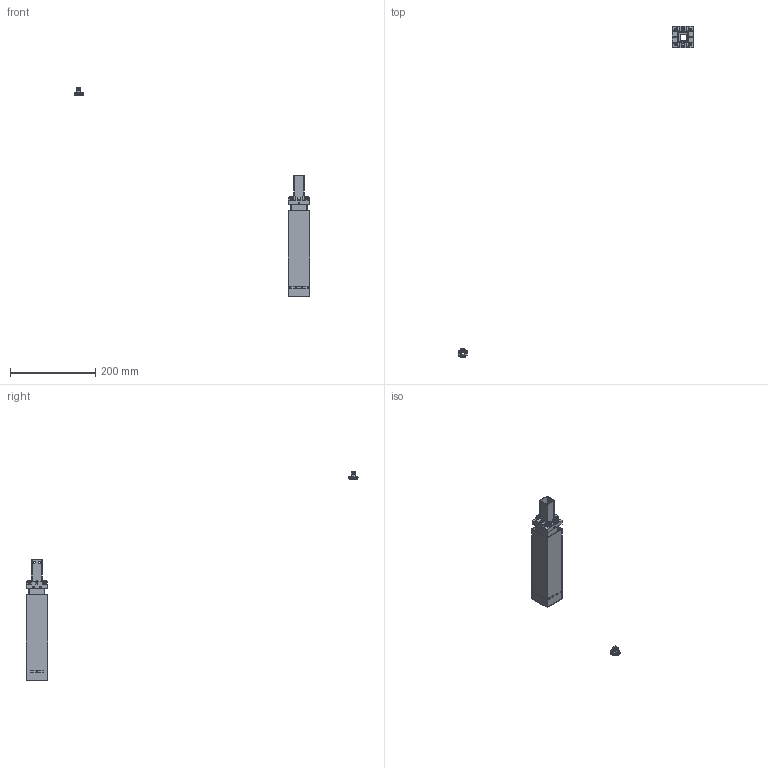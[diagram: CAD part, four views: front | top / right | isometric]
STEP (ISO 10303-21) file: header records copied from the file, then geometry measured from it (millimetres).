
FILE_DESCRIPTION(/* description */ ('STEP AP242','CAx-IF Rec.Pracs.---Representation and Presentation of Product Manufacturing Information (PMI)---4.0---2014-10-13','CAx-IF Rec.Pracs.---3D Tessellated Geometry---0.4---2014-09-14','2;1'),/* implementation_level */ '2;1');
FILE_NAME(/* name */ '66836a1edf1fed3f02082632',/* time_stamp */ '2024-07-02T02:46:54Z',/* author */ (''),/* organization */ (''),/* preprocessor_version */ 'ST-DEVELOPER v20',/* originating_system */ ' ',/* authorisation */ ' ');
FILE_SCHEMA (('AP242_MANAGED_MODEL_BASED_3D_ENGINEERING_MIM_LF { 1 0 10303 442 1 1 4 }'));
Length unit declared in the file: metre
Products named in the file (18): Assembly 1; [LS] Button Head M4x28; 4x11x4Bearing; Part 4; Part 1; Part 18; Part 2; Part 3; Assembly 3 <1>; [LS] Button Head M2x11; [LS] Button Head M2x15; Part 16; [LS] Button Head M2x32; Part 15; Part 17; [LS] Button Head M2x19
Assembly tree (70 placements, depth 3):
  Assembly 1
    [LS] Button Head M4x28  x4
    4x11x4Bearing  x6
    Part 4  x4
    Part 1
    Part 18
    Part 2
    Part 3
    Assembly 3 <1>
      Part 3  x16
      [LS] Button Head M2x11  x8
      [LS] Button Head M2x15  x4
      Part 2  x16
      Part 16
      [LS] Button Head M2x32  x2
      Part 15
      Part 17
      [LS] Button Head M2x19  x2
Bounding box: 550.98 x 776.85 x 487.72 mm (x, y, z)
Volume: 186083.5 mm3; surface area: 217800.8 mm2
Topology: 69 solids, 69 shells, 947 faces, 2321 edges, 1554 vertices
Faces by surface type: plane 652, cylinder 255, cone 20, torus 20
Full cylindrical faces by diameter (mm): 2 x48, 2.1 x28, 3.5 x16, 4 x18, 4.05 x52, 4.1 x4, 5 x16, 7.6 x4, 11 x6
Entity records: 16248 total; most frequent: DIRECTION 2701, CARTESIAN_POINT 2679, ORIENTED_EDGE 2450, EDGE_CURVE 1225, AXIS2_PLACEMENT_3D 910, VERTEX_POINT 888, LINE 881, VECTOR 881
